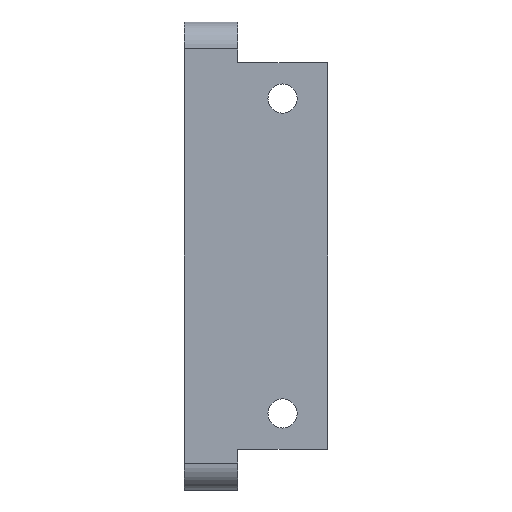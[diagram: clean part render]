
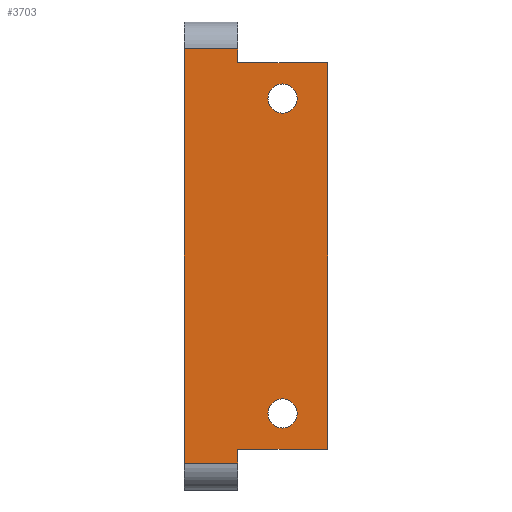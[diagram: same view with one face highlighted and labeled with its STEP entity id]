
A CAD part, left-side view. The second image highlights one B-rep face of the part: STEP entity #3703.
In plain terms, the highlighted planar face has unit normal (-1, 0, 0).
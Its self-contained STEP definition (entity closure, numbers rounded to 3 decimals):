
#371=FACE_BOUND('',#730,.T.);
#372=FACE_BOUND('',#731,.T.);
#417=PLANE('',#3961);
#505=FACE_OUTER_BOUND('',#729,.T.);
#729=EDGE_LOOP('',(#2694,#2695,#2696,#2697,#2698,#2699,#2700,#2701));
#730=EDGE_LOOP('',(#2702));
#731=EDGE_LOOP('',(#2703));
#930=LINE('',#4657,#1225);
#934=LINE('',#4664,#1229);
#935=LINE('',#4666,#1230);
#996=LINE('',#4829,#1291);
#1003=LINE('',#4854,#1298);
#1004=LINE('',#4856,#1299);
#1005=LINE('',#4858,#1300);
#1006=LINE('',#4859,#1301);
#1225=VECTOR('',#4075,10.);
#1229=VECTOR('',#4081,10.);
#1230=VECTOR('',#4084,10.);
#1291=VECTOR('',#4239,10.);
#1298=VECTOR('',#4262,10.);
#1299=VECTOR('',#4265,10.);
#1300=VECTOR('',#4266,10.);
#1301=VECTOR('',#4267,10.);
#1515=CIRCLE('',#3899,3.25);
#1516=CIRCLE('',#3901,3.25);
#1561=VERTEX_POINT('',#4637);
#1562=VERTEX_POINT('',#4641);
#1567=VERTEX_POINT('',#4654);
#1568=VERTEX_POINT('',#4656);
#1569=VERTEX_POINT('',#4660);
#1570=VERTEX_POINT('',#4662);
#1624=VERTEX_POINT('',#4826);
#1625=VERTEX_POINT('',#4828);
#1635=VERTEX_POINT('',#4852);
#1636=VERTEX_POINT('',#4857);
#1942=EDGE_CURVE('',#1561,#1561,#1515,.T.);
#1944=EDGE_CURVE('',#1562,#1562,#1516,.T.);
#1950=EDGE_CURVE('',#1567,#1568,#930,.T.);
#1954=EDGE_CURVE('',#1569,#1570,#934,.T.);
#1955=EDGE_CURVE('',#1568,#1570,#935,.T.);
#2033=EDGE_CURVE('',#1625,#1624,#996,.T.);
#2047=EDGE_CURVE('',#1635,#1624,#1003,.T.);
#2048=EDGE_CURVE('',#1635,#1569,#1004,.T.);
#2049=EDGE_CURVE('',#1567,#1636,#1005,.T.);
#2050=EDGE_CURVE('',#1625,#1636,#1006,.T.);
#2694=ORIENTED_EDGE('',*,*,#2047,.F.);
#2695=ORIENTED_EDGE('',*,*,#2048,.T.);
#2696=ORIENTED_EDGE('',*,*,#1954,.T.);
#2697=ORIENTED_EDGE('',*,*,#1955,.F.);
#2698=ORIENTED_EDGE('',*,*,#1950,.F.);
#2699=ORIENTED_EDGE('',*,*,#2049,.T.);
#2700=ORIENTED_EDGE('',*,*,#2050,.F.);
#2701=ORIENTED_EDGE('',*,*,#2033,.T.);
#2702=ORIENTED_EDGE('',*,*,#1942,.T.);
#2703=ORIENTED_EDGE('',*,*,#1944,.T.);
#3703=ADVANCED_FACE('',(#505,#371,#372),#417,.T.);
#3899=AXIS2_PLACEMENT_3D('',#4639,#4059,#4060);
#3901=AXIS2_PLACEMENT_3D('',#4643,#4064,#4065);
#3961=AXIS2_PLACEMENT_3D('',#4855,#4263,#4264);
#4059=DIRECTION('center_axis',(1.,0.,0.));
#4060=DIRECTION('ref_axis',(0.,-1.,0.));
#4064=DIRECTION('center_axis',(1.,0.,0.));
#4065=DIRECTION('ref_axis',(0.,-1.,0.));
#4075=DIRECTION('',(0.,-1.,0.));
#4081=DIRECTION('',(0.,-1.,0.));
#4084=DIRECTION('',(0.,0.,-1.));
#4239=DIRECTION('',(0.,0.,-1.));
#4262=DIRECTION('',(0.,1.,0.));
#4263=DIRECTION('center_axis',(-1.,0.,0.));
#4264=DIRECTION('ref_axis',(0.,0.,1.));
#4265=DIRECTION('',(0.,0.,1.));
#4266=DIRECTION('',(0.,0.,1.));
#4267=DIRECTION('',(0.,-1.,0.));
#4637=CARTESIAN_POINT('',(-10.,-6.75,-77.022));
#4639=CARTESIAN_POINT('Origin',(-10.,-10.,-77.022));
#4641=CARTESIAN_POINT('',(-10.,-6.75,-7.022));
#4643=CARTESIAN_POINT('Origin',(-10.,-10.,-7.022));
#4654=CARTESIAN_POINT('',(-10.,0.,0.978));
#4656=CARTESIAN_POINT('',(-10.,-20.,0.978));
#4657=CARTESIAN_POINT('',(-10.,0.,0.978));
#4660=CARTESIAN_POINT('',(-10.,0.,-85.022));
#4662=CARTESIAN_POINT('',(-10.,-20.,-85.022));
#4664=CARTESIAN_POINT('',(-10.,0.,-85.022));
#4666=CARTESIAN_POINT('',(-10.,-20.,0.978));
#4826=CARTESIAN_POINT('',(-10.,11.8,-88.044));
#4828=CARTESIAN_POINT('',(-10.,11.8,4.));
#4829=CARTESIAN_POINT('',(-10.,11.8,-91.544));
#4852=CARTESIAN_POINT('',(-10.,0.,-88.044));
#4854=CARTESIAN_POINT('',(-10.,0.,-88.044));
#4855=CARTESIAN_POINT('Origin',(-10.,0.,-94.044));
#4856=CARTESIAN_POINT('',(-10.,0.,-94.044));
#4857=CARTESIAN_POINT('',(-10.,0.,4.));
#4858=CARTESIAN_POINT('',(-10.,0.,-94.044));
#4859=CARTESIAN_POINT('',(-10.,0.,4.));
